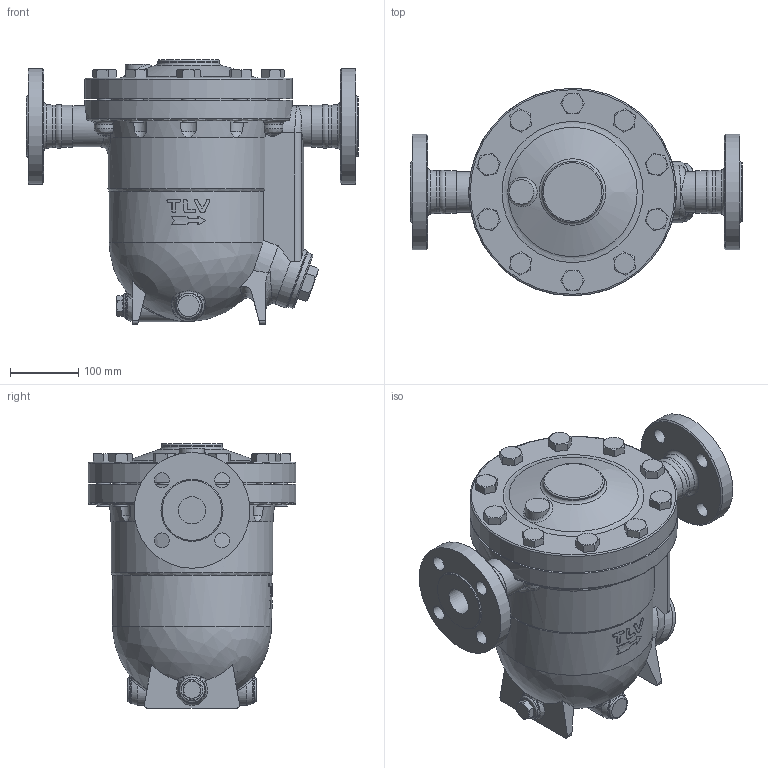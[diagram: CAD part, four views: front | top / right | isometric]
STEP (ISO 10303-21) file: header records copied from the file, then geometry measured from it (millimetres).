
FILE_DESCRIPTION((''),'2;1');
FILE_NAME('j75rb-040-e0063-00.stp','2011-10-03T14:34:18',('knakanishi'),(''),'Autodesk Inventor 2012','Autodesk Inventor 2012','');
FILE_SCHEMA(('AUTOMOTIVE_DESIGN { 1 0 10303 214 1 1 1 1 }'));
Length unit declared in the file: millimetre
Products named in the file (1): j75rb-040-e0063-00
Bounding box: 488 x 305 x 389 mm (x, y, z)
Volume: 19096968.9 mm3; surface area: 704131 mm2
Topology: 1 solids, 1 shells, 431 faces, 1063 edges, 668 vertices
Faces by surface type: plane 159, cone 99, cylinder 88, bspline 59, torus 24, sphere 2
Full cylindrical faces by diameter (mm): 20 x16, 21 x1, 22 x8, 23 x10, 40 x2, 60 x2, 62 x4, 83 x1, 85 x1, 88 x2, 90 x2, 170 x2, 235 x1, 305 x2
Entity records: 19641 total; most frequent: CARTESIAN_POINT 10781, ORIENTED_EDGE 1866, DIRECTION 1648, EDGE_CURVE 933, AXIS2_PLACEMENT_3D 706, VERTEX_POINT 629, EDGE_LOOP 592, FACE_OUTER_BOUND 431
